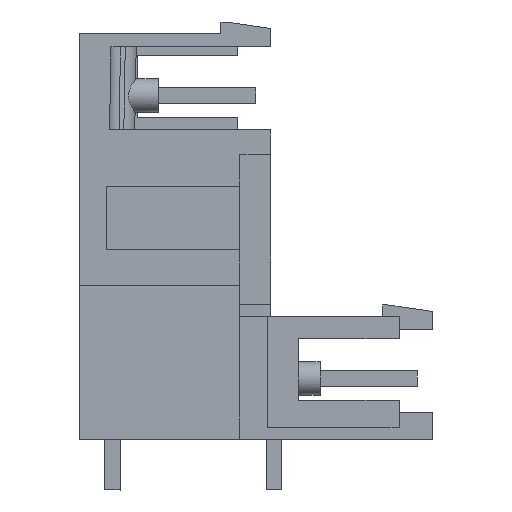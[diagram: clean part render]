
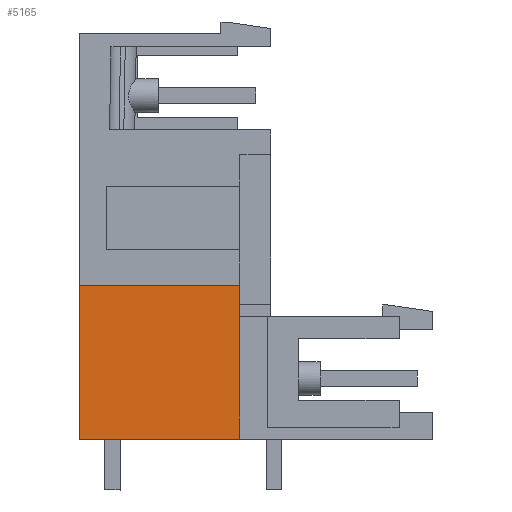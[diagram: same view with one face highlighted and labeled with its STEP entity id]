
A CAD part, left-side view. The second image highlights one B-rep face of the part: STEP entity #5165.
In plain terms, the highlighted planar face has unit normal (-1, 0, 0).
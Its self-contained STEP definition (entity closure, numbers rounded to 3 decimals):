
#5145=AXIS2_PLACEMENT_3D('Plane Axis2P3D',#5142,#5143,#5144) ;
#2287=CARTESIAN_POINT('Vertex',(1.54,12.1,3.2)) ;
#2290=CARTESIAN_POINT('Line Origine',(1.54,17.13,3.2)) ;
#2294=CARTESIAN_POINT('Vertex',(1.54,22.16,3.2)) ;
#5121=CARTESIAN_POINT('Line Origine',(1.54,22.16,8.025)) ;
#5125=CARTESIAN_POINT('Vertex',(1.54,22.16,12.85)) ;
#5142=CARTESIAN_POINT('Axis2P3D Location',(1.54,12.1,3.2)) ;
#5147=CARTESIAN_POINT('Line Origine',(1.54,12.1,8.025)) ;
#5151=CARTESIAN_POINT('Vertex',(1.54,12.1,12.85)) ;
#5154=CARTESIAN_POINT('Line Origine',(1.54,17.13,12.85)) ;
#2291=DIRECTION('Vector Direction',(0.,1.,0.)) ;
#5122=DIRECTION('Vector Direction',(0.,0.,1.)) ;
#5143=DIRECTION('Axis2P3D Direction',(-1.,0.,0.)) ;
#5144=DIRECTION('Axis2P3D XDirection',(0.,0.,1.)) ;
#5148=DIRECTION('Vector Direction',(0.,0.,1.)) ;
#5155=DIRECTION('Vector Direction',(0.,1.,0.)) ;
#2292=VECTOR('Line Direction',#2291,1.) ;
#5123=VECTOR('Line Direction',#5122,1.) ;
#5149=VECTOR('Line Direction',#5148,1.) ;
#5156=VECTOR('Line Direction',#5155,1.) ;
#5160=ORIENTED_EDGE('',*,*,#2296,.F.) ;
#5161=ORIENTED_EDGE('',*,*,#5153,.T.) ;
#5162=ORIENTED_EDGE('',*,*,#5158,.T.) ;
#5163=ORIENTED_EDGE('',*,*,#5127,.F.) ;
#5165=ADVANCED_FACE('HOUSING',(#5164),#5146,.T.) ;
#2296=EDGE_CURVE('',#2288,#2295,#2293,.T.) ;
#5127=EDGE_CURVE('',#2295,#5126,#5124,.T.) ;
#5153=EDGE_CURVE('',#2288,#5152,#5150,.T.) ;
#5158=EDGE_CURVE('',#5152,#5126,#5157,.T.) ;
#5159=EDGE_LOOP('',(#5160,#5161,#5162,#5163)) ;
#5164=FACE_OUTER_BOUND('',#5159,.T.) ;
#2293=LINE('Line',#2290,#2292) ;
#5124=LINE('Line',#5121,#5123) ;
#5150=LINE('Line',#5147,#5149) ;
#5157=LINE('Line',#5154,#5156) ;
#5146=PLANE('',#5145) ;
#2288=VERTEX_POINT('',#2287) ;
#2295=VERTEX_POINT('',#2294) ;
#5126=VERTEX_POINT('',#5125) ;
#5152=VERTEX_POINT('',#5151) ;
